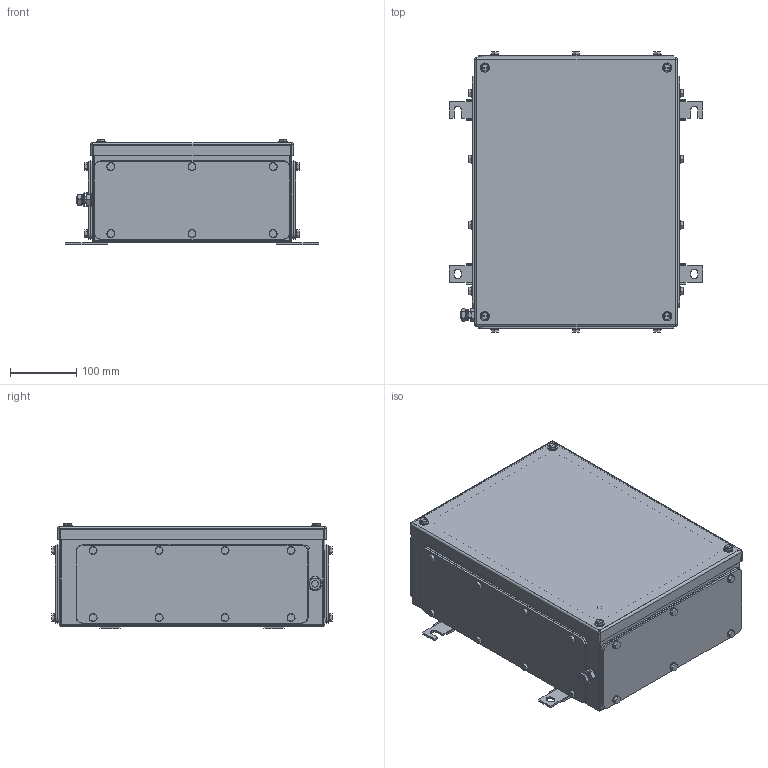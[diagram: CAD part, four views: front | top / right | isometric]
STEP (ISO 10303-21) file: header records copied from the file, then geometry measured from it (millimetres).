
FILE_DESCRIPTION(('CATIA V5 STEP Exchange','CAx-IF Rec.Pracs.--- Model Styling and Organization---1.4--- 2014-01-23'),'2;1');
FILE_NAME ('008643-4_2_1196040000_1196040000.stp','2019-09-25T06:02:14+00:00',('none'),('Weidmueller'),'CATIA Version 5-6 Release 2016 SP3 HF44','CATIA V5 STEP AP214','none');
FILE_SCHEMA(('AUTOMOTIVE_DESIGN { 1 0 10303 214 1 1 1 1 }'));
Products named in the file (1): Product7_AllCATPart
Bounding box: 381 x 422 x 158.5 mm (x, y, z)
Volume: 1328302.7 mm3; surface area: 1345634 mm2
Topology: 100 solids, 100 shells, 2112 faces, 4808 edges, 2984 vertices
Faces by surface type: cylinder 902, plane 764, cone 400, torus 30, sphere 16
Entity records: 55763 total; most frequent: CARTESIAN_POINT 11454, ORIENTED_EDGE 9440, DIRECTION 7375, EDGE_CURVE 4720, AXIS2_PLACEMENT_3D 3470, VERTEX_POINT 2984, EDGE_LOOP 2524, VECTOR 2430
